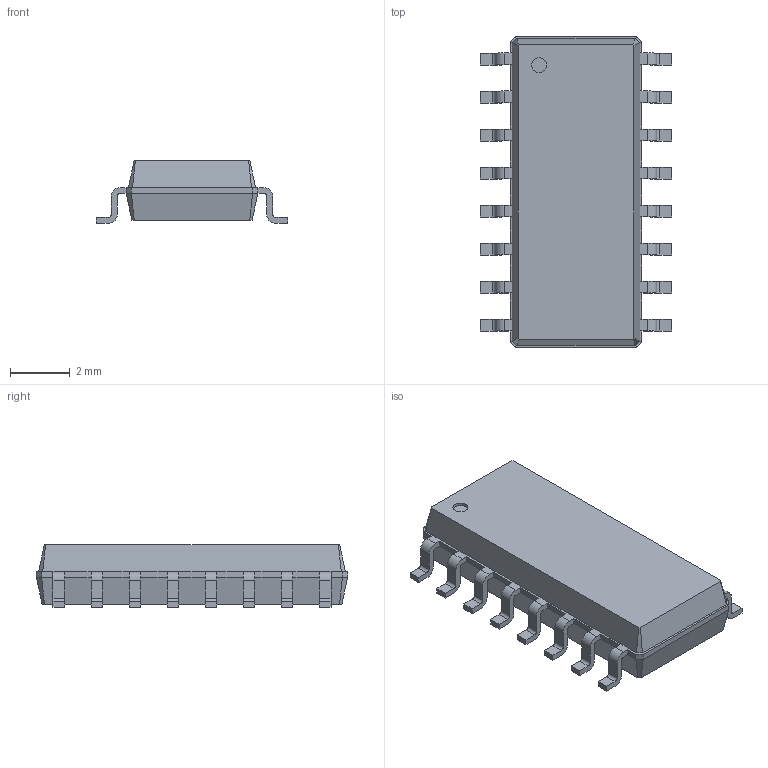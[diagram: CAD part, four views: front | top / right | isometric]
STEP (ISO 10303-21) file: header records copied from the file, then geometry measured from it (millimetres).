
FILE_DESCRIPTION(/* description */ ('model of SOP-16_4.4x10.4mm_Pitch1.27mm'),/* implementation_level */ '2;1');
FILE_NAME(/* name */ 'SOP-16_4.4x10.4mm_Pitch1.27mm.step',/* time_stamp */ '2017-04-14T22:36:39',/* author */ ('kicad StepUp','ksu'),/* organization */ ('FreeCAD'),/* preprocessor_version */ 'OCC',/* originating_system */ 'kicad StepUp',/* authorisation */ '');
FILE_SCHEMA(('AUTOMOTIVE_DESIGN_CC2 { 1 2 10303 214 -1 1 5 4 }'));
Length unit declared in the file: millimetre
Products named in the file (1): SOP_16_44x104mm_Pitch127mm
Bounding box: 6.4 x 10.4 x 2.1 mm (x, y, z)
Volume: 86.8 mm3; surface area: 173.7 mm2
Topology: 1 solids, 1 shells, 276 faces, 731 edges, 458 vertices
Faces by surface type: plane 171, cylinder 65, bspline 40
Full cylindrical faces by diameter (mm): 0.5 x1
Entity records: 10295 total; most frequent: CARTESIAN_POINT 1618, ORIENTED_EDGE 1462, DIRECTION 1303, EDGE_CURVE 731, LINE 569, VECTOR 569, VERTEX_POINT 458, AXIS2_PLACEMENT_3D 367
